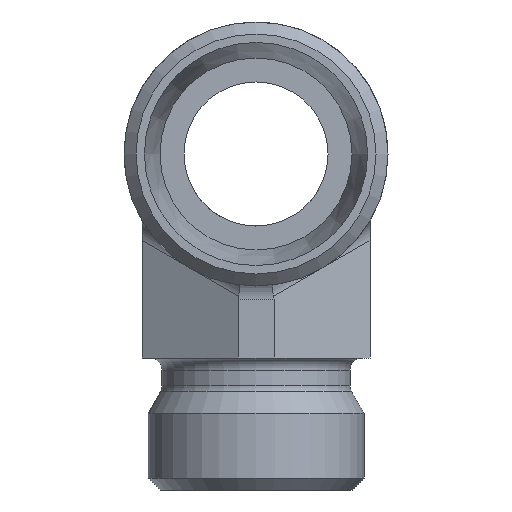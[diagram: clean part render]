
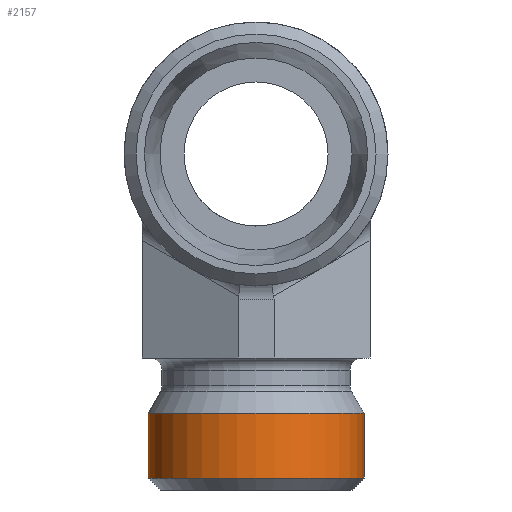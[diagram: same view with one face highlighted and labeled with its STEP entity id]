
A CAD part, front view. The second image highlights one B-rep face of the part: STEP entity #2157.
In plain terms, the highlighted cylindrical face has radius 9 mm (diameter 18 mm), a full revolution.
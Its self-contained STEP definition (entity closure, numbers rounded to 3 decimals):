
#2115=CARTESIAN_POINT('',(-27.985,9.544,-8.));
#2116=VERTEX_POINT('',#2115);
#2117=CARTESIAN_POINT('',(-18.985,9.544,-8.));
#2118=DIRECTION('',(0.0,0.0,-1.0));
#2119=DIRECTION('',(1.0,0.0,0.0));
#2120=AXIS2_PLACEMENT_3D('',#2117,#2118,#2119);
#2121=CIRCLE('',#2120,9.0);
#2122=EDGE_CURVE('',#2116,#2116,#2121,.T.);
#2138=CARTESIAN_POINT('',(-18.985,9.544,-9.0));
#2139=DIRECTION('',(0.0,0.0,1.0));
#2140=DIRECTION('',(1.0,0.0,0.0));
#2141=AXIS2_PLACEMENT_3D('',#2138,#2139,#2140);
#2142=CYLINDRICAL_SURFACE('',#2141,9.0);
#2143=CARTESIAN_POINT('',(-27.985,9.544,-2.592));
#2144=VERTEX_POINT('',#2143);
#2145=CARTESIAN_POINT('',(-18.985,9.544,-2.592));
#2146=DIRECTION('',(0.0,0.0,-1.0));
#2147=DIRECTION('',(1.0,0.0,0.0));
#2148=AXIS2_PLACEMENT_3D('',#2145,#2146,#2147);
#2149=CIRCLE('',#2148,9.0);
#2150=EDGE_CURVE('',#2144,#2144,#2149,.T.);
#2151=ORIENTED_EDGE('',*,*,#2150,.T.);
#2152=EDGE_LOOP('',(#2151));
#2153=FACE_OUTER_BOUND('',#2152,.T.);
#2154=ORIENTED_EDGE('',*,*,#2122,.F.);
#2155=EDGE_LOOP('',(#2154));
#2156=FACE_BOUND('',#2155,.T.);
#2157=ADVANCED_FACE('',(#2153,#2156),#2142,.T.);
